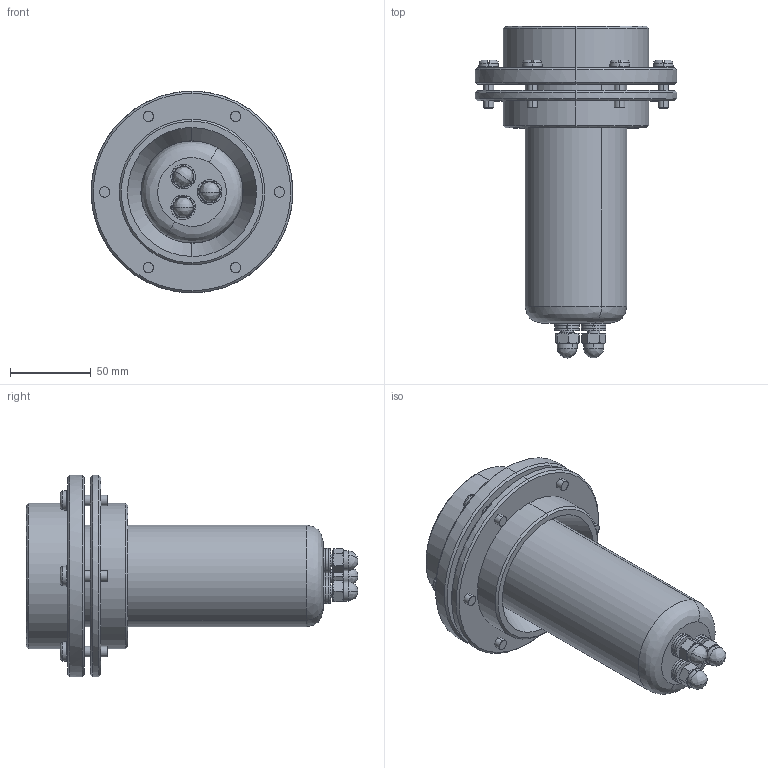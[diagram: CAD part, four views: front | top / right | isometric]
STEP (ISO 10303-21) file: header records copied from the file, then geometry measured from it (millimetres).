
FILE_DESCRIPTION(('FreeCAD Model'),'2;1');
FILE_NAME('Open CASCADE Shape Model','2025-04-29T09:45:51',('FreeCAD'),( 'FreeCAD'),'Open CASCADE STEP processor 7.6','FreeCAD','Unknown');
FILE_SCHEMA(('AUTOMOTIVE_DESIGN { 1 0 10303 214 1 1 1 1 }'));
Length unit declared in the file: millimetre
Products named in the file (1): Open CASCADE STEP translator 7.6 1
Bounding box: 125.17 x 206.1 x 125.18 mm (x, y, z)
Volume: 545489.7 mm3; surface area: 167494.4 mm2
Topology: 32 solids, 32 shells, 712 faces, 1776 edges, 1134 vertices
Faces by surface type: bspline 712
Entity records: 26304 total; most frequent: CARTESIAN_POINT 16291, ORIENTED_EDGE 3516, EDGE_CURVE 1758, VERTEX_POINT 1134, B_SPLINE_CURVE_WITH_KNOTS 943, FACE_BOUND 804, EDGE_LOOP 804, ADVANCED_FACE 712
